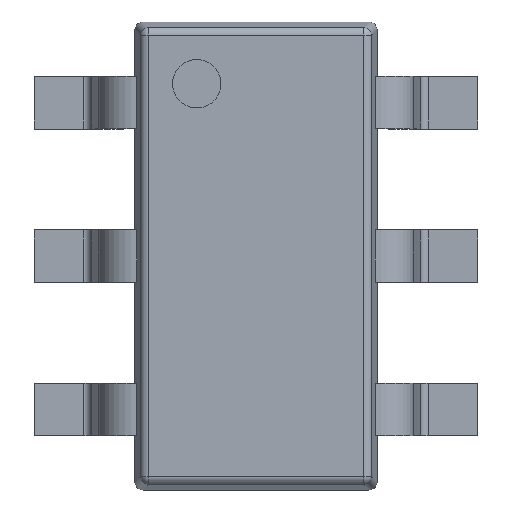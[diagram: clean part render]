
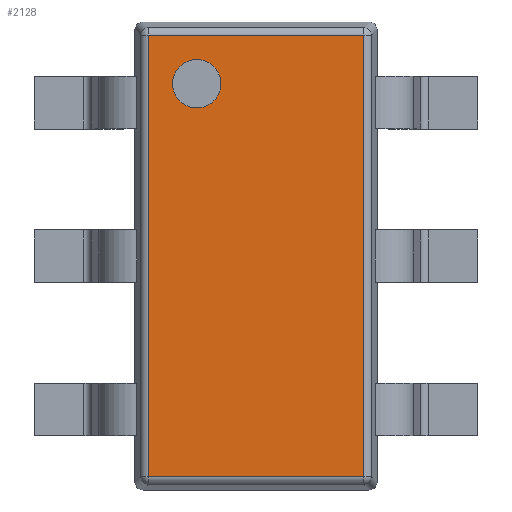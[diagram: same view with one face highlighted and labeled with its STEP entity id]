
A CAD part, top view. The second image highlights one B-rep face of the part: STEP entity #2128.
In plain terms, the highlighted planar face has unit normal (0, 0, 1).
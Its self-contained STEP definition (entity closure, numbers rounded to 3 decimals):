
#49=LINE('',#3177,#265);
#51=LINE('',#3187,#267);
#57=LINE('',#3206,#273);
#59=LINE('',#3209,#275);
#265=VECTOR('',#2540,1.334);
#267=VECTOR('',#2552,2.734);
#273=VECTOR('',#2574,2.734);
#275=VECTOR('',#2578,1.334);
#486=PLANE('',#2296);
#542=FACE_BOUND('',#698,.T.);
#580=FACE_OUTER_BOUND('',#697,.T.);
#697=EDGE_LOOP('',(#1550,#1551,#1552,#1553));
#698=EDGE_LOOP('',(#1554));
#778=CIRCLE('',#2211,0.15);
#852=VERTEX_POINT('',#3073);
#889=VERTEX_POINT('',#3159);
#893=VERTEX_POINT('',#3167);
#895=VERTEX_POINT('',#3179);
#899=VERTEX_POINT('',#3193);
#1054=EDGE_CURVE('',#852,#852,#778,.T.);
#1102=EDGE_CURVE('',#889,#893,#49,.T.);
#1107=EDGE_CURVE('',#895,#889,#51,.T.);
#1117=EDGE_CURVE('',#893,#899,#57,.T.);
#1119=EDGE_CURVE('',#899,#895,#59,.T.);
#1550=ORIENTED_EDGE('',*,*,#1102,.F.);
#1551=ORIENTED_EDGE('',*,*,#1107,.F.);
#1552=ORIENTED_EDGE('',*,*,#1119,.F.);
#1553=ORIENTED_EDGE('',*,*,#1117,.F.);
#1554=ORIENTED_EDGE('',*,*,#1054,.T.);
#2128=ADVANCED_FACE('',(#580,#542),#486,.T.);
#2211=AXIS2_PLACEMENT_3D('',#3074,#2429,#2430);
#2296=AXIS2_PLACEMENT_3D('',#3314,#2672,#2673);
#2429=DIRECTION('center_axis',(0.,0.,-1.));
#2430=DIRECTION('ref_axis',(1.,0.,0.));
#2540=DIRECTION('',(1.,0.,0.));
#2552=DIRECTION('',(0.,1.,0.));
#2574=DIRECTION('',(0.,-1.,0.));
#2578=DIRECTION('',(-1.,0.,0.));
#2672=DIRECTION('center_axis',(0.,0.,1.));
#2673=DIRECTION('ref_axis',(1.,0.,0.));
#3073=CARTESIAN_POINT('',(-0.517,1.067,0.95));
#3074=CARTESIAN_POINT('Origin',(-0.367,1.067,0.95));
#3159=CARTESIAN_POINT('',(-0.667,1.367,0.95));
#3167=CARTESIAN_POINT('',(0.667,1.367,0.95));
#3177=CARTESIAN_POINT('',(-0.563,1.367,0.95));
#3179=CARTESIAN_POINT('',(-0.667,-1.367,0.95));
#3187=CARTESIAN_POINT('',(-0.667,0.,0.95));
#3193=CARTESIAN_POINT('',(0.667,-1.367,0.95));
#3206=CARTESIAN_POINT('',(0.667,0.,0.95));
#3209=CARTESIAN_POINT('',(-0.563,-1.367,0.95));
#3314=CARTESIAN_POINT('Origin',(-0.75,0.,0.95));
